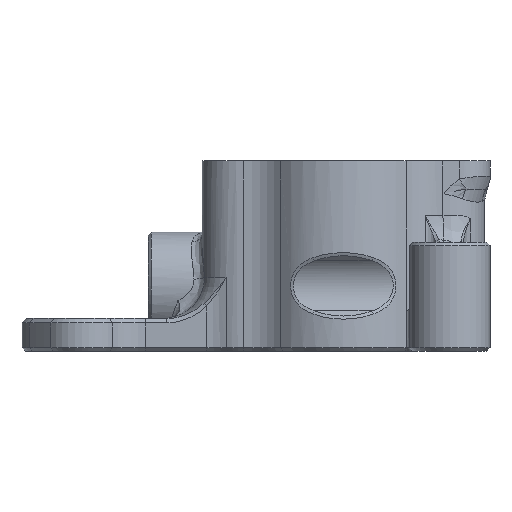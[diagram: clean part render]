
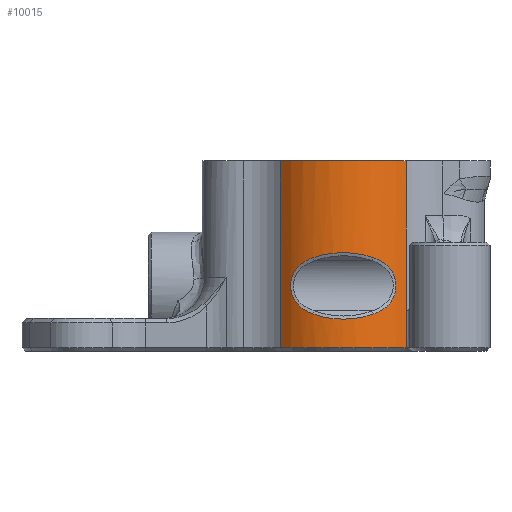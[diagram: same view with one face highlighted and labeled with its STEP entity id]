
A CAD part, left-side view. The second image highlights one B-rep face of the part: STEP entity #10015.
In plain terms, the highlighted cylindrical face has radius 8 mm (diameter 16 mm), a partial arc.
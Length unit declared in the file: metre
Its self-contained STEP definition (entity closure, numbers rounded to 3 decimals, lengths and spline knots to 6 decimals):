
#783=LINE('',#16035,#1236);
#784=LINE('',#16081,#1237);
#785=LINE('',#16083,#1238);
#1236=VECTOR('',#12301,1.);
#1237=VECTOR('',#12306,1.);
#1238=VECTOR('',#12307,1.);
#1628=CIRCLE('',#10845,0.008);
#1658=CIRCLE('',#10880,0.008);
#2591=ORIENTED_EDGE('',*,*,#5718,.T.);
#2592=ORIENTED_EDGE('',*,*,#5719,.T.);
#2593=ORIENTED_EDGE('',*,*,#5720,.T.);
#2594=ORIENTED_EDGE('',*,*,#5721,.T.);
#2595=ORIENTED_EDGE('',*,*,#5717,.T.);
#2596=ORIENTED_EDGE('',*,*,#5722,.T.);
#2597=ORIENTED_EDGE('',*,*,#5723,.F.);
#2598=ORIENTED_EDGE('',*,*,#5724,.F.);
#2599=ORIENTED_EDGE('',*,*,#5675,.F.);
#5675=EDGE_CURVE('',#7222,#7223,#1628,.T.);
#5717=EDGE_CURVE('',#7222,#7255,#783,.T.);
#5718=EDGE_CURVE('',#7256,#7257,#7892,.T.);
#5719=EDGE_CURVE('',#7257,#7258,#7893,.T.);
#5720=EDGE_CURVE('',#7258,#7259,#7894,.T.);
#5721=EDGE_CURVE('',#7259,#7256,#7895,.T.);
#5722=EDGE_CURVE('',#7255,#7260,#1658,.T.);
#5723=EDGE_CURVE('',#7261,#7260,#784,.T.);
#5724=EDGE_CURVE('',#7223,#7261,#785,.T.);
#7222=VERTEX_POINT('',#15949);
#7223=VERTEX_POINT('',#15951);
#7255=VERTEX_POINT('',#16034);
#7256=VERTEX_POINT('',#16041);
#7257=VERTEX_POINT('',#16042);
#7258=VERTEX_POINT('',#16058);
#7259=VERTEX_POINT('',#16063);
#7260=VERTEX_POINT('',#16080);
#7261=VERTEX_POINT('',#16082);
#7892=B_SPLINE_CURVE_WITH_KNOTS('',3,(#16037,#16038,#16039,#16040),
 .UNSPECIFIED.,.F.,.F.,(4,4),(0.,1.),.UNSPECIFIED.);
#7893=B_SPLINE_CURVE_WITH_KNOTS('',3,(#16043,#16044,#16045,#16046,#16047,
#16048,#16049,#16050,#16051,#16052,#16053,#16054,#16055,#16056,#16057),
 .UNSPECIFIED.,.F.,.F.,(4,1,1,1,1,1,1,1,1,1,1,1,4),(0.,0.125,0.1875,0.25,
0.3125,0.375,0.5,0.625,0.6875,0.75,0.8125,0.875,1.),.UNSPECIFIED.);
#7894=B_SPLINE_CURVE_WITH_KNOTS('',3,(#16059,#16060,#16061,#16062),
 .UNSPECIFIED.,.F.,.F.,(4,4),(0.,1.),.UNSPECIFIED.);
#7895=B_SPLINE_CURVE_WITH_KNOTS('',3,(#16064,#16065,#16066,#16067,#16068,
#16069,#16070,#16071,#16072,#16073,#16074,#16075,#16076,#16077,#16078),
 .UNSPECIFIED.,.F.,.F.,(4,1,1,1,1,1,1,1,1,1,1,1,4),(0.,0.125,0.1875,0.25,
0.3125,0.375,0.5,0.625,0.6875,0.75,0.8125,0.875,1.),.UNSPECIFIED.);
#8384=EDGE_LOOP('',(#2591,#2592,#2593,#2594));
#8385=EDGE_LOOP('',(#2595,#2596,#2597,#2598,#2599));
#9127=FACE_BOUND('',#8384,.T.);
#9128=FACE_BOUND('',#8385,.T.);
#9806=CYLINDRICAL_SURFACE('',#10879,0.008);
#10015=ADVANCED_FACE('',(#9127,#9128),#9806,.T.);
#10845=AXIS2_PLACEMENT_3D('',#15950,#12223,#12224);
#10879=AXIS2_PLACEMENT_3D('',#16036,#12302,#12303);
#10880=AXIS2_PLACEMENT_3D('',#16079,#12304,#12305);
#12223=DIRECTION('',(0.,0.,1.));
#12224=DIRECTION('',(1.,0.,0.));
#12301=DIRECTION('',(0.,0.,-1.));
#12302=DIRECTION('',(0.,0.,-1.));
#12303=DIRECTION('',(-1.,0.,0.));
#12304=DIRECTION('',(0.,0.,1.));
#12305=DIRECTION('',(1.,0.,0.));
#12306=DIRECTION('',(0.,0.,-1.));
#12307=DIRECTION('',(0.,0.,-1.));
#15949=CARTESIAN_POINT('',(-0.005533,0.005778,0.0175));
#15950=CARTESIAN_POINT('',(0.,0.,0.0175));
#15951=CARTESIAN_POINT('',(-0.005533,-0.005778,0.0175));
#16034=CARTESIAN_POINT('',(-0.005533,0.005778,0.0003));
#16035=CARTESIAN_POINT('',(-0.005533,0.005778,0.0175));
#16036=CARTESIAN_POINT('',(0.,0.,0.0175));
#16037=CARTESIAN_POINT('',(-0.007494,-0.002801,0.003419));
#16038=CARTESIAN_POINT('',(-0.008169,-0.000995,0.002778));
#16039=CARTESIAN_POINT('',(-0.008169,0.000995,0.002778));
#16040=CARTESIAN_POINT('',(-0.007494,0.002801,0.003419));
#16041=CARTESIAN_POINT('',(-0.007494,-0.002801,0.003419));
#16042=CARTESIAN_POINT('',(-0.007494,0.002801,0.003419));
#16043=CARTESIAN_POINT('',(-0.007494,0.002801,0.003419));
#16044=CARTESIAN_POINT('',(-0.007382,0.003099,0.003525));
#16045=CARTESIAN_POINT('',(-0.007217,0.003471,0.003695));
#16046=CARTESIAN_POINT('',(-0.006952,0.003966,0.004057));
#16047=CARTESIAN_POINT('',(-0.00678,0.004251,0.004343));
#16048=CARTESIAN_POINT('',(-0.006605,0.004516,0.004716));
#16049=CARTESIAN_POINT('',(-0.006434,0.004756,0.005233));
#16050=CARTESIAN_POINT('',(-0.006325,0.004898,0.005995));
#16051=CARTESIAN_POINT('',(-0.006433,0.004758,0.006761));
#16052=CARTESIAN_POINT('',(-0.006604,0.004519,0.00728));
#16053=CARTESIAN_POINT('',(-0.006778,0.004253,0.007654));
#16054=CARTESIAN_POINT('',(-0.00695,0.003968,0.007941));
#16055=CARTESIAN_POINT('',(-0.007217,0.003472,0.008304));
#16056=CARTESIAN_POINT('',(-0.007382,0.0031,0.008475));
#16057=CARTESIAN_POINT('',(-0.007494,0.002801,0.008581));
#16058=CARTESIAN_POINT('',(-0.007494,0.002801,0.008581));
#16059=CARTESIAN_POINT('',(-0.007494,0.002801,0.008581));
#16060=CARTESIAN_POINT('',(-0.008169,0.000995,0.009222));
#16061=CARTESIAN_POINT('',(-0.008169,-0.000995,0.009222));
#16062=CARTESIAN_POINT('',(-0.007494,-0.002801,0.008581));
#16063=CARTESIAN_POINT('',(-0.007494,-0.002801,0.008581));
#16064=CARTESIAN_POINT('',(-0.007494,-0.002801,0.008581));
#16065=CARTESIAN_POINT('',(-0.007382,-0.003099,0.008475));
#16066=CARTESIAN_POINT('',(-0.007217,-0.003471,0.008305));
#16067=CARTESIAN_POINT('',(-0.006952,-0.003966,0.007943));
#16068=CARTESIAN_POINT('',(-0.00678,-0.004251,0.007657));
#16069=CARTESIAN_POINT('',(-0.006605,-0.004516,0.007284));
#16070=CARTESIAN_POINT('',(-0.006434,-0.004756,0.006767));
#16071=CARTESIAN_POINT('',(-0.006325,-0.004898,0.006005));
#16072=CARTESIAN_POINT('',(-0.006433,-0.004758,0.005239));
#16073=CARTESIAN_POINT('',(-0.006604,-0.004519,0.00472));
#16074=CARTESIAN_POINT('',(-0.006778,-0.004253,0.004346));
#16075=CARTESIAN_POINT('',(-0.00695,-0.003968,0.004059));
#16076=CARTESIAN_POINT('',(-0.007217,-0.003472,0.003696));
#16077=CARTESIAN_POINT('',(-0.007382,-0.0031,0.003525));
#16078=CARTESIAN_POINT('',(-0.007494,-0.002801,0.003419));
#16079=CARTESIAN_POINT('',(0.,0.,0.0003));
#16080=CARTESIAN_POINT('',(-0.005533,-0.005778,0.0003));
#16081=CARTESIAN_POINT('',(-0.005533,-0.005778,0.0175));
#16082=CARTESIAN_POINT('',(-0.005533,-0.005778,0.003587));
#16083=CARTESIAN_POINT('',(-0.005533,-0.005778,0.0175));
